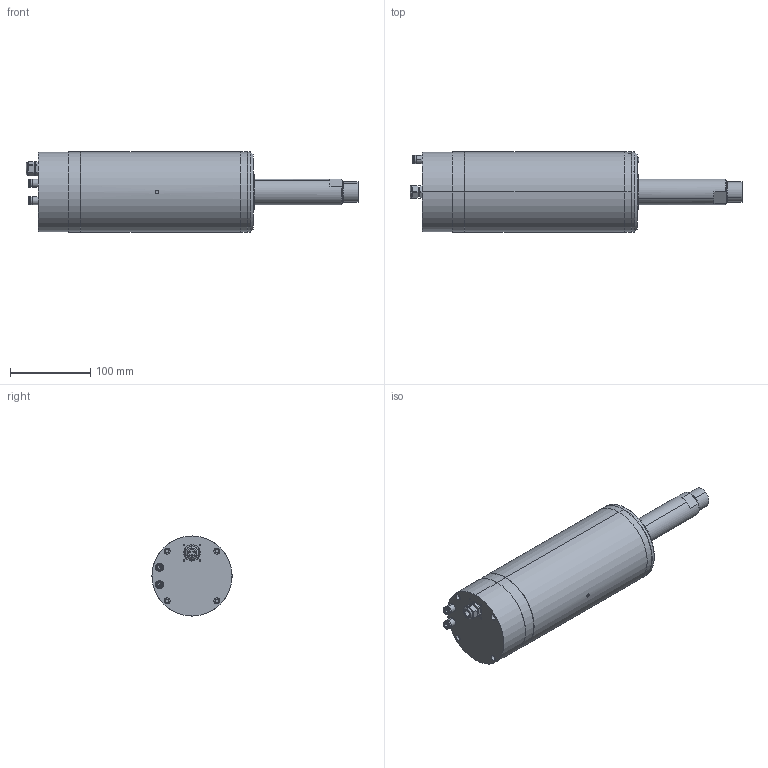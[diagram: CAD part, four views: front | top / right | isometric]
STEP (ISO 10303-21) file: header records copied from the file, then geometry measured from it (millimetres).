
FILE_DESCRIPTION (( 'STEP AP203' ), '1' );
FILE_NAME ('100主轴（手动加长）（不带水冷）.STEP', '2026-04-10T08:29:05', ( 'Microsoft' ), ( 'Microsoft' ), 'SwSTEP 2.0', 'SolidWorks 2018', '' );
FILE_SCHEMA (( 'CONFIG_CONTROL_DESIGN' ));
Length unit declared in the file: millimetre
Products named in the file (1): 100主轴（手动加长）（不带水冷）
Bounding box: 414.5 x 100 x 100 mm (x, y, z)
Surface area: 138543.5 mm2 (no closed solid volume)
Topology: 0 solids, 17 shells, 200 faces, 632 edges, 466 vertices
Faces by surface type: cylinder 100, plane 60, cone 32, torus 8
Entity records: 7653 total; most frequent: CARTESIAN_POINT 1503, DIRECTION 1462, ORIENTED_EDGE 1006, AXIS2_PLACEMENT_3D 641, EDGE_CURVE 632, VERTEX_POINT 466, CIRCLE 440, EDGE_LOOP 317
